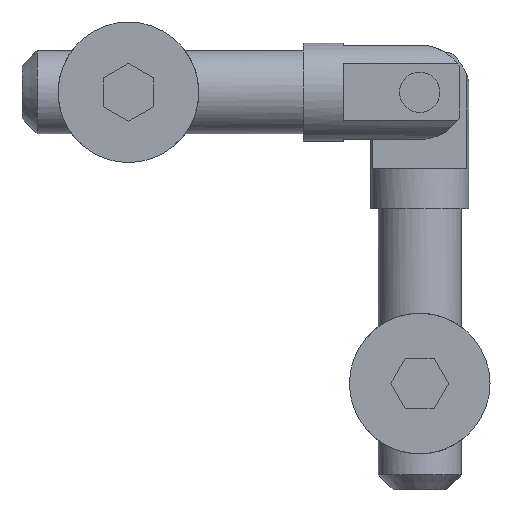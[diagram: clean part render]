
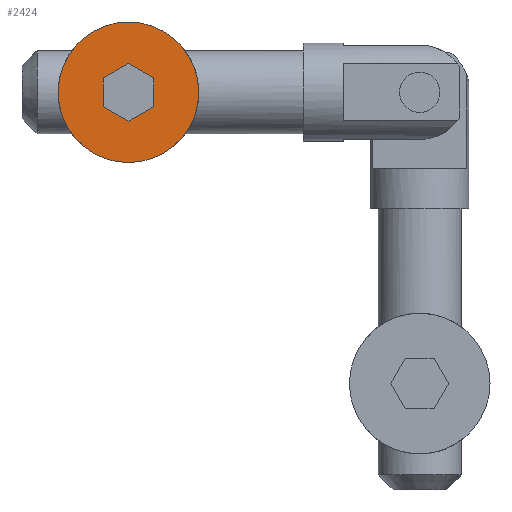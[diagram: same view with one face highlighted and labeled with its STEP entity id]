
A CAD part, front view. The second image highlights one B-rep face of the part: STEP entity #2424.
In plain terms, the highlighted face is planar.
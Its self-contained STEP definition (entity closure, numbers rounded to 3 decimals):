
#23=VECTOR('',#2043,1.);
#24=VECTOR('',#2044,1.);
#25=VECTOR('',#2045,1.);
#26=VECTOR('',#2046,1.);
#27=VECTOR('',#2047,1.);
#28=VECTOR('',#2048,1.);
#89=LINE('',#2501,#23);
#90=LINE('',#2503,#24);
#91=LINE('',#2505,#25);
#92=LINE('',#2507,#26);
#93=LINE('',#2509,#27);
#94=LINE('',#2510,#28);
#1349=PLANE('',#2306);
#1389=ORIENTED_EDGE('',*,*,#1740,.F.);
#1390=ORIENTED_EDGE('',*,*,#1741,.F.);
#1391=ORIENTED_EDGE('',*,*,#1742,.F.);
#1392=ORIENTED_EDGE('',*,*,#1743,.F.);
#1393=ORIENTED_EDGE('',*,*,#1744,.F.);
#1394=ORIENTED_EDGE('',*,*,#1745,.F.);
#1395=ORIENTED_EDGE('',*,*,#1746,.F.);
#1617=CIRCLE('',#2307,7.);
#1655=VERTEX_POINT('',#2497);
#1656=VERTEX_POINT('',#2499);
#1657=VERTEX_POINT('',#2500);
#1658=VERTEX_POINT('',#2502);
#1659=VERTEX_POINT('',#2504);
#1660=VERTEX_POINT('',#2506);
#1661=VERTEX_POINT('',#2508);
#1740=EDGE_CURVE('',#1655,#1655,#1617,.T.);
#1741=EDGE_CURVE('',#1656,#1657,#89,.T.);
#1742=EDGE_CURVE('',#1658,#1656,#90,.T.);
#1743=EDGE_CURVE('',#1659,#1658,#91,.T.);
#1744=EDGE_CURVE('',#1660,#1659,#92,.T.);
#1745=EDGE_CURVE('',#1661,#1660,#93,.T.);
#1746=EDGE_CURVE('',#1657,#1661,#94,.T.);
#1857=EDGE_LOOP('',(#1389));
#1858=EDGE_LOOP('',(#1390,#1391,#1392,#1393,#1394,#1395));
#1943=FACE_BOUND('',#1857,.T.);
#1944=FACE_BOUND('',#1858,.T.);
#2039=DIRECTION('',(0.,0.,1.));
#2040=DIRECTION('',(0.,-1.,0.));
#2041=DIRECTION('',(0.,0.,-1.));
#2042=DIRECTION('',(0.,7.,0.));
#2043=DIRECTION('',(-2.5,-1.443,0.));
#2044=DIRECTION('',(-2.5,1.443,0.));
#2045=DIRECTION('',(0.,2.887,0.));
#2046=DIRECTION('',(2.5,1.443,0.));
#2047=DIRECTION('',(2.5,-1.443,0.));
#2048=DIRECTION('',(0.,-2.887,0.));
#2306=AXIS2_PLACEMENT_3D('',#2496,#2039,#2040);
#2307=AXIS2_PLACEMENT_3D('',#2498,#2041,#2042);
#2424=ADVANCED_FACE('',(#1943,#1944),#1349,.T.);
#2496=CARTESIAN_POINT('',(-7.56,-7.56,18.5));
#2497=CARTESIAN_POINT('',(0.,7.,18.5));
#2498=CARTESIAN_POINT('',(0.,0.,18.5));
#2499=CARTESIAN_POINT('',(0.,2.887,18.5));
#2500=CARTESIAN_POINT('',(-2.5,1.443,18.5));
#2501=CARTESIAN_POINT('',(0.,2.887,18.5));
#2502=CARTESIAN_POINT('',(2.5,1.443,18.5));
#2503=CARTESIAN_POINT('',(2.5,1.443,18.5));
#2504=CARTESIAN_POINT('',(2.5,-1.443,18.5));
#2505=CARTESIAN_POINT('',(2.5,-1.443,18.5));
#2506=CARTESIAN_POINT('',(0.,-2.887,18.5));
#2507=CARTESIAN_POINT('',(0.,-2.887,18.5));
#2508=CARTESIAN_POINT('',(-2.5,-1.443,18.5));
#2509=CARTESIAN_POINT('',(-2.5,-1.443,18.5));
#2510=CARTESIAN_POINT('',(-2.5,1.443,18.5));
